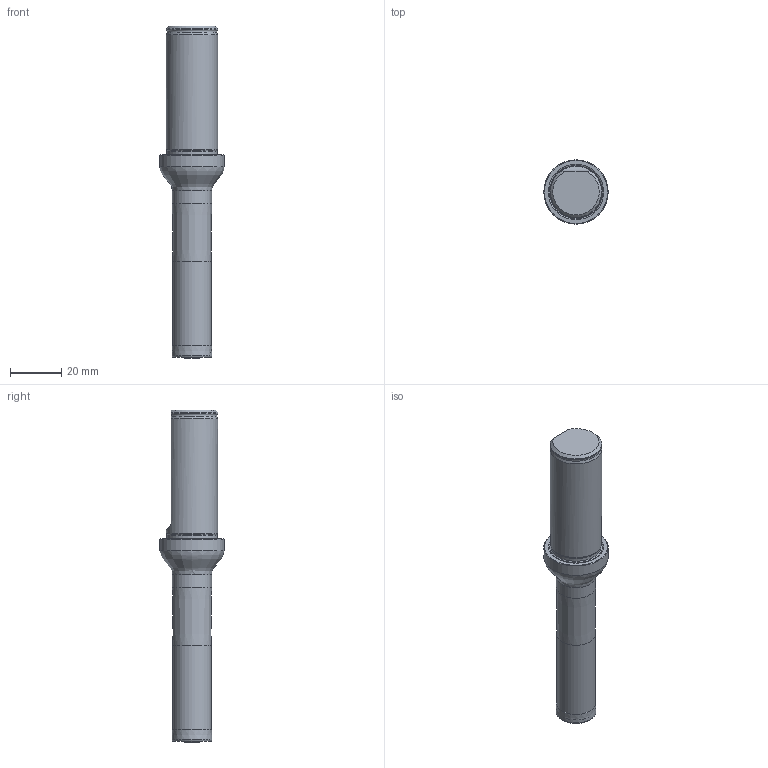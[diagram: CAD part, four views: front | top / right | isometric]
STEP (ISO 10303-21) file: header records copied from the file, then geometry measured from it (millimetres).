
FILE_DESCRIPTION(/* description */ ('3-D model version:1'),/* implementation_level */ '2;1');
FILE_NAME(/* name */ '880-D1550L20-04',/* time_stamp */ '2015-11-25T16:17:35+01:00',/* author */ ('CappDp'),/* organization */ ('AB Sandvik Coromant'),/* preprocessor_version */ 'ST-DEVELOPER v15',/* originating_system */ 'SIEMENS PLM Software NX 8.5',/* authorisation */ '');
FILE_SCHEMA (('AP203_CONFIGURATION_CONTROLLED_3D_DESIGN_OF_MECHANICAL_PARTS_AND_ASSEMBLIES_MIM_LF { 1 0 10303 403 2 1 2}'));
Length unit declared in the file: millimetre
Products named in the file (1): 9199_1_3D
Bounding box: 25 x 25 x 129 mm (x, y, z)
Volume: 32169.2 mm3; surface area: 8397.1 mm2
Topology: 2 solids, 2 shells, 36 faces, 80 edges, 48 vertices
Faces by surface type: cone 16, cylinder 7, torus 7, plane 5, revolution 1
Full cylindrical faces by diameter (mm): 14.9 x1, 15.23 x1, 19.5 x1, 19.994 x1, 25 x1
Entity records: 959 total; most frequent: CARTESIAN_POINT 205, DIRECTION 143, ORIENTED_EDGE 94, AXIS2_PLACEMENT_3D 68, EDGE_LOOP 61, FACE_BOUND 54, EDGE_CURVE 47, VERTEX_POINT 42
